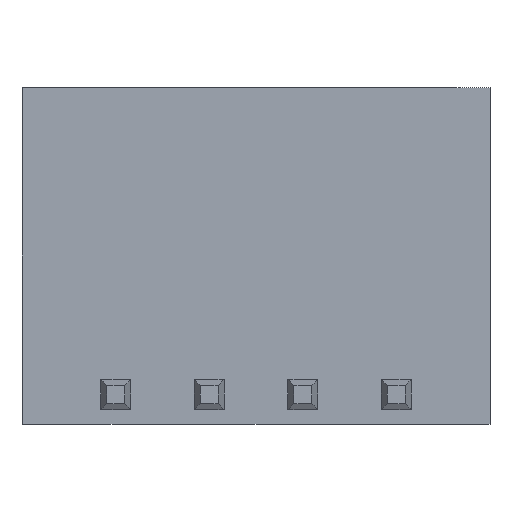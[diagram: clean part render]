
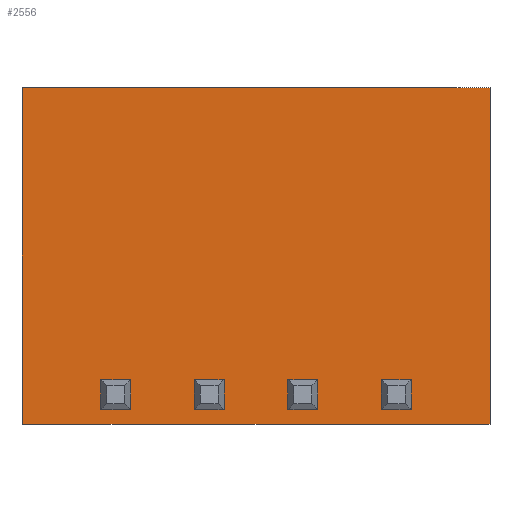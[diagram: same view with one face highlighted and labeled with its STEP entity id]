
A CAD part, left-side view. The second image highlights one B-rep face of the part: STEP entity #2556.
In plain terms, the highlighted planar face has unit normal (-1, 0, 0).
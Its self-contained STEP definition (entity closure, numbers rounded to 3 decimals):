
#138=ORIENTED_EDGE('',*,*,#789,.F.);
#139=ORIENTED_EDGE('',*,*,#787,.T.);
#140=ORIENTED_EDGE('',*,*,#785,.T.);
#141=ORIENTED_EDGE('',*,*,#782,.T.);
#142=ORIENTED_EDGE('',*,*,#830,.T.);
#143=ORIENTED_EDGE('',*,*,#831,.T.);
#144=ORIENTED_EDGE('',*,*,#832,.T.);
#145=ORIENTED_EDGE('',*,*,#833,.F.);
#146=ORIENTED_EDGE('',*,*,#834,.F.);
#147=ORIENTED_EDGE('',*,*,#835,.T.);
#148=ORIENTED_EDGE('',*,*,#836,.T.);
#149=ORIENTED_EDGE('',*,*,#837,.T.);
#150=ORIENTED_EDGE('',*,*,#838,.F.);
#151=ORIENTED_EDGE('',*,*,#839,.T.);
#152=ORIENTED_EDGE('',*,*,#840,.T.);
#153=ORIENTED_EDGE('',*,*,#841,.T.);
#154=ORIENTED_EDGE('',*,*,#842,.F.);
#155=ORIENTED_EDGE('',*,*,#843,.T.);
#156=ORIENTED_EDGE('',*,*,#844,.T.);
#157=ORIENTED_EDGE('',*,*,#845,.T.);
#782=EDGE_CURVE('',#1139,#1140,#1377,.T.);
#785=EDGE_CURVE('',#1141,#1139,#1380,.T.);
#787=EDGE_CURVE('',#1142,#1141,#1382,.T.);
#789=EDGE_CURVE('',#1142,#1140,#1384,.T.);
#830=EDGE_CURVE('',#1177,#1178,#1425,.T.);
#831=EDGE_CURVE('',#1178,#1179,#1426,.T.);
#832=EDGE_CURVE('',#1179,#1180,#1427,.T.);
#833=EDGE_CURVE('',#1177,#1180,#1428,.T.);
#834=EDGE_CURVE('',#1181,#1182,#1429,.T.);
#835=EDGE_CURVE('',#1181,#1183,#1430,.T.);
#836=EDGE_CURVE('',#1183,#1184,#1431,.T.);
#837=EDGE_CURVE('',#1184,#1182,#1432,.T.);
#838=EDGE_CURVE('',#1185,#1186,#1433,.T.);
#839=EDGE_CURVE('',#1185,#1187,#1434,.T.);
#840=EDGE_CURVE('',#1187,#1188,#1435,.T.);
#841=EDGE_CURVE('',#1188,#1186,#1436,.T.);
#842=EDGE_CURVE('',#1189,#1190,#1437,.T.);
#843=EDGE_CURVE('',#1189,#1191,#1438,.T.);
#844=EDGE_CURVE('',#1191,#1192,#1439,.T.);
#845=EDGE_CURVE('',#1192,#1190,#1440,.T.);
#1139=VERTEX_POINT('',#3565);
#1140=VERTEX_POINT('',#3566);
#1141=VERTEX_POINT('',#3571);
#1142=VERTEX_POINT('',#3575);
#1177=VERTEX_POINT('',#3661);
#1178=VERTEX_POINT('',#3662);
#1179=VERTEX_POINT('',#3664);
#1180=VERTEX_POINT('',#3666);
#1181=VERTEX_POINT('',#3669);
#1182=VERTEX_POINT('',#3670);
#1183=VERTEX_POINT('',#3672);
#1184=VERTEX_POINT('',#3674);
#1185=VERTEX_POINT('',#3677);
#1186=VERTEX_POINT('',#3678);
#1187=VERTEX_POINT('',#3680);
#1188=VERTEX_POINT('',#3682);
#1189=VERTEX_POINT('',#3685);
#1190=VERTEX_POINT('',#3686);
#1191=VERTEX_POINT('',#3688);
#1192=VERTEX_POINT('',#3690);
#1377=LINE('',#3564,#1742);
#1380=LINE('',#3570,#1745);
#1382=LINE('',#3574,#1747);
#1384=LINE('',#3578,#1749);
#1425=LINE('',#3660,#1790);
#1426=LINE('',#3663,#1791);
#1427=LINE('',#3665,#1792);
#1428=LINE('',#3667,#1793);
#1429=LINE('',#3668,#1794);
#1430=LINE('',#3671,#1795);
#1431=LINE('',#3673,#1796);
#1432=LINE('',#3675,#1797);
#1433=LINE('',#3676,#1798);
#1434=LINE('',#3679,#1799);
#1435=LINE('',#3681,#1800);
#1436=LINE('',#3683,#1801);
#1437=LINE('',#3684,#1802);
#1438=LINE('',#3687,#1803);
#1439=LINE('',#3689,#1804);
#1440=LINE('',#3691,#1805);
#1742=VECTOR('',#2898,1000.);
#1745=VECTOR('',#2903,1000.);
#1747=VECTOR('',#2907,1000.);
#1749=VECTOR('',#2911,1000.);
#1790=VECTOR('',#2966,1000.);
#1791=VECTOR('',#2967,1000.);
#1792=VECTOR('',#2968,1000.);
#1793=VECTOR('',#2969,1000.);
#1794=VECTOR('',#2970,1000.);
#1795=VECTOR('',#2971,1000.);
#1796=VECTOR('',#2972,1000.);
#1797=VECTOR('',#2973,1000.);
#1798=VECTOR('',#2974,1000.);
#1799=VECTOR('',#2975,1000.);
#1800=VECTOR('',#2976,1000.);
#1801=VECTOR('',#2977,1000.);
#1802=VECTOR('',#2978,1000.);
#1803=VECTOR('',#2979,1000.);
#1804=VECTOR('',#2980,1000.);
#1805=VECTOR('',#2981,1000.);
#2104=EDGE_LOOP('',(#138,#139,#140,#141));
#2105=EDGE_LOOP('',(#142,#143,#144,#145));
#2106=EDGE_LOOP('',(#146,#147,#148,#149));
#2107=EDGE_LOOP('',(#150,#151,#152,#153));
#2108=EDGE_LOOP('',(#154,#155,#156,#157));
#2259=FACE_BOUND('',#2104,.T.);
#2260=FACE_BOUND('',#2105,.T.);
#2261=FACE_BOUND('',#2106,.T.);
#2262=FACE_BOUND('',#2107,.T.);
#2263=FACE_BOUND('',#2108,.T.);
#2410=PLANE('',#2719);
#2556=ADVANCED_FACE('',(#2259,#2260,#2261,#2262,#2263),#2410,.F.);
#2719=AXIS2_PLACEMENT_3D('',#3659,#2964,#2965);
#2898=DIRECTION('',(0.,1.,0.));
#2903=DIRECTION('',(0.,0.,-1.));
#2907=DIRECTION('',(0.,-1.,0.));
#2911=DIRECTION('',(0.,0.,-1.));
#2964=DIRECTION('',(1.,0.,0.));
#2965=DIRECTION('',(0.,0.,-1.));
#2966=DIRECTION('',(0.,-1.,0.));
#2967=DIRECTION('',(0.,0.,1.));
#2968=DIRECTION('',(0.,1.,0.));
#2969=DIRECTION('',(0.,0.,1.));
#2970=DIRECTION('',(0.,0.,-1.));
#2971=DIRECTION('',(0.,-1.,0.));
#2972=DIRECTION('',(0.,0.,-1.));
#2973=DIRECTION('',(0.,1.,0.));
#2974=DIRECTION('',(0.,0.,-1.));
#2975=DIRECTION('',(0.,-1.,0.));
#2976=DIRECTION('',(0.,0.,-1.));
#2977=DIRECTION('',(0.,1.,0.));
#2978=DIRECTION('',(0.,0.,-1.));
#2979=DIRECTION('',(0.,-1.,0.));
#2980=DIRECTION('',(0.,0.,-1.));
#2981=DIRECTION('',(0.,1.,0.));
#3564=CARTESIAN_POINT('',(-4.125,-1.86,-1.275));
#3565=CARTESIAN_POINT('',(-4.125,-1.86,-1.275));
#3566=CARTESIAN_POINT('',(-4.125,-1.06,-1.275));
#3570=CARTESIAN_POINT('',(-4.125,-1.86,-0.075));
#3571=CARTESIAN_POINT('',(-4.125,-1.86,-0.475));
#3574=CARTESIAN_POINT('',(-4.125,-1.86,-0.475));
#3575=CARTESIAN_POINT('',(-4.125,-1.06,-0.475));
#3578=CARTESIAN_POINT('',(-4.125,-1.06,-0.075));
#3659=CARTESIAN_POINT('',(-4.125,-0.46,7.325));
#3660=CARTESIAN_POINT('',(-4.125,2.58,-1.675));
#3661=CARTESIAN_POINT('',(-4.125,3.54,-1.675));
#3662=CARTESIAN_POINT('',(-4.125,-8.96,-1.675));
#3663=CARTESIAN_POINT('',(-4.125,-8.96,6.525));
#3664=CARTESIAN_POINT('',(-4.125,-8.96,7.325));
#3665=CARTESIAN_POINT('',(-4.125,-0.46,7.325));
#3666=CARTESIAN_POINT('',(-4.125,3.54,7.325));
#3667=CARTESIAN_POINT('',(-4.125,3.54,6.525));
#3668=CARTESIAN_POINT('',(-4.125,-3.56,-0.075));
#3669=CARTESIAN_POINT('',(-4.125,-3.56,-0.475));
#3670=CARTESIAN_POINT('',(-4.125,-3.56,-1.275));
#3671=CARTESIAN_POINT('',(-4.125,-4.36,-0.475));
#3672=CARTESIAN_POINT('',(-4.125,-4.36,-0.475));
#3673=CARTESIAN_POINT('',(-4.125,-4.36,-0.075));
#3674=CARTESIAN_POINT('',(-4.125,-4.36,-1.275));
#3675=CARTESIAN_POINT('',(-4.125,-4.36,-1.275));
#3676=CARTESIAN_POINT('',(-4.125,-6.06,-0.075));
#3677=CARTESIAN_POINT('',(-4.125,-6.06,-0.475));
#3678=CARTESIAN_POINT('',(-4.125,-6.06,-1.275));
#3679=CARTESIAN_POINT('',(-4.125,-6.86,-0.475));
#3680=CARTESIAN_POINT('',(-4.125,-6.86,-0.475));
#3681=CARTESIAN_POINT('',(-4.125,-6.86,-0.075));
#3682=CARTESIAN_POINT('',(-4.125,-6.86,-1.275));
#3683=CARTESIAN_POINT('',(-4.125,-6.86,-1.275));
#3684=CARTESIAN_POINT('',(-4.125,1.44,-0.075));
#3685=CARTESIAN_POINT('',(-4.125,1.44,-0.475));
#3686=CARTESIAN_POINT('',(-4.125,1.44,-1.275));
#3687=CARTESIAN_POINT('',(-4.125,0.64,-0.475));
#3688=CARTESIAN_POINT('',(-4.125,0.64,-0.475));
#3689=CARTESIAN_POINT('',(-4.125,0.64,-0.075));
#3690=CARTESIAN_POINT('',(-4.125,0.64,-1.275));
#3691=CARTESIAN_POINT('',(-4.125,0.64,-1.275));
